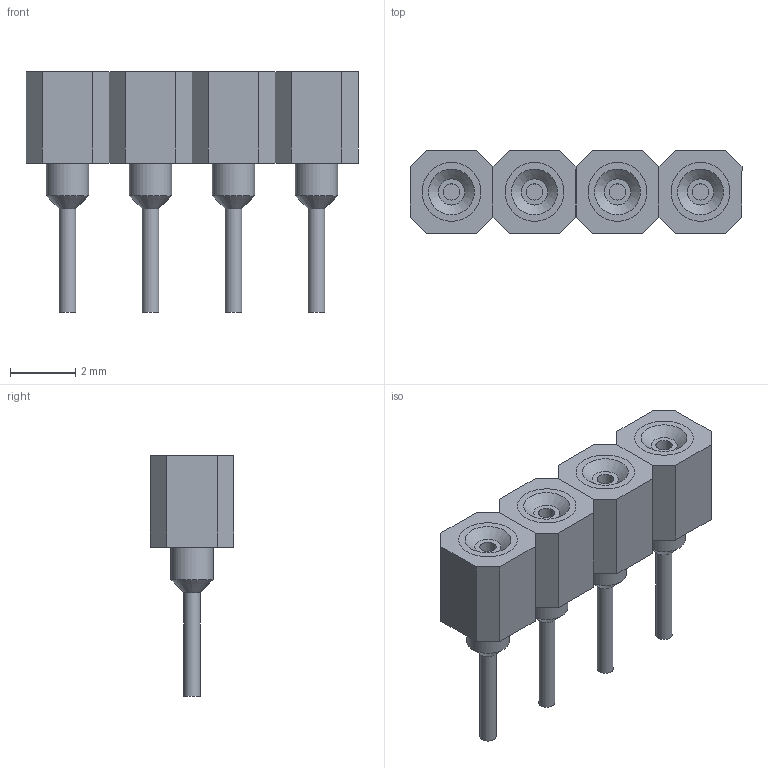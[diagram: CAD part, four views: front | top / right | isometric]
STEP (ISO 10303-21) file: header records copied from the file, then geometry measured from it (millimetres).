
FILE_DESCRIPTION(/* description */ (''),/* implementation_level */ '2;1');
FILE_NAME(/* name */ 'PRECI-DIP_310-87-104-41-205101.stp',/* time_stamp */ '2015-11-12T11:28:20+01:00',/* author */ ('bcivel'),/* organization */ (''),/* preprocessor_version */ 'ST-DEVELOPER v15.5',/* originating_system */ 'AutoCAD Mechanical',/* authorisation */ '');
FILE_SCHEMA (('AUTOMOTIVE_DESIGN { 1 0 10303 214 3 1 1 }'));
Length unit declared in the file: millimetre
Products named in the file (1): Product
Bounding box: 10.16 x 2.54 x 7.37 mm (x, y, z)
Volume: 72.8 mm3; surface area: 383.7 mm2
Topology: 20 solids, 20 shells, 112 faces, 204 edges, 136 vertices
Faces by surface type: plane 76, cylinder 28, cone 8
Full cylindrical faces by diameter (mm): 0.5 x8, 0.8 x8, 1.3 x4, 1.8 x8
Entity records: 2559 total; most frequent: DIRECTION 450, CARTESIAN_POINT 401, ORIENTED_EDGE 320, AXIS2_PLACEMENT_3D 177, EDGE_LOOP 168, EDGE_CURVE 160, VERTEX_POINT 128, FACE_OUTER_BOUND 112
